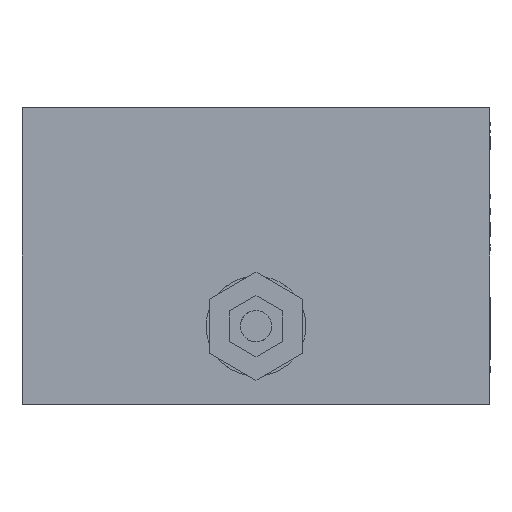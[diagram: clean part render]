
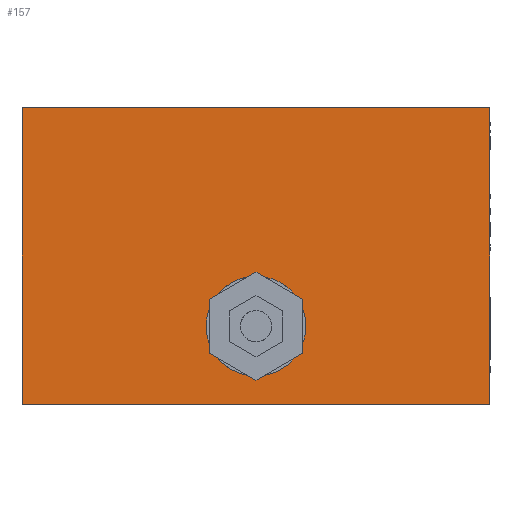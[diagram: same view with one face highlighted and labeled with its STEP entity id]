
A CAD part, front view. The second image highlights one B-rep face of the part: STEP entity #157.
In plain terms, the highlighted planar face has unit normal (0, -1, 0).
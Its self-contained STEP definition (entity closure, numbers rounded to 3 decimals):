
#69=FACE_BOUND($,#637,.T.);
#157=ADVANCED_FACE($,(#382,#69),#2946,.T.);
#382=FACE_OUTER_BOUND($,#636,.T.);
#636=EDGE_LOOP($,(#1133,#1134,#1135,#1136));
#637=EDGE_LOOP($,(#1137,#1138));
#1133=ORIENTED_EDGE($,*,*,#2117,.T.);
#1134=ORIENTED_EDGE($,*,*,#2128,.F.);
#1135=ORIENTED_EDGE($,*,*,#2076,.F.);
#1136=ORIENTED_EDGE($,*,*,#2127,.F.);
#1137=ORIENTED_EDGE($,*,*,#2130,.F.);
#1138=ORIENTED_EDGE($,*,*,#2129,.F.);
#2076=EDGE_CURVE($,#2598,#2599,#3547,.T.);
#2117=EDGE_CURVE($,#2637,#2638,#3552,.T.);
#2127=EDGE_CURVE($,#2637,#2598,#3557,.T.);
#2128=EDGE_CURVE($,#2599,#2638,#3558,.T.);
#2129=EDGE_CURVE($,#2647,#2648,#3209,.T.);
#2130=EDGE_CURVE($,#2648,#2647,#3210,.T.);
#2598=VERTEX_POINT($,#7260);
#2599=VERTEX_POINT($,#7261);
#2637=VERTEX_POINT($,#7299);
#2638=VERTEX_POINT($,#7300);
#2647=VERTEX_POINT($,#7309);
#2648=VERTEX_POINT($,#7310);
#2946=PLANE($,#3770);
#3209=(
BOUNDED_CURVE()
B_SPLINE_CURVE(2,(#4628,#4629,#4630,#4631,#4632),.UNSPECIFIED.,.F.,.F.)
B_SPLINE_CURVE_WITH_KNOTS((3,2,3),(-50.265,-25.133,0.),
.UNSPECIFIED.)
CURVE()
GEOMETRIC_REPRESENTATION_ITEM()
RATIONAL_B_SPLINE_CURVE((1.,0.707,1.,0.707,1.))
REPRESENTATION_ITEM($)
);
#3210=(
BOUNDED_CURVE()
B_SPLINE_CURVE(2,(#4633,#4634,#4635,#4636,#4637),.UNSPECIFIED.,.F.,.F.)
B_SPLINE_CURVE_WITH_KNOTS((3,2,3),(-100.531,-75.398,-50.265),
.UNSPECIFIED.)
CURVE()
GEOMETRIC_REPRESENTATION_ITEM()
RATIONAL_B_SPLINE_CURVE((1.,0.707,1.,0.707,1.))
REPRESENTATION_ITEM($)
);
#3547=B_SPLINE_CURVE_WITH_KNOTS($,1,(#4399,#4400),.UNSPECIFIED.,.F.,.F.,
(2,2),(-75.,75.),.UNSPECIFIED.);
#3552=B_SPLINE_CURVE_WITH_KNOTS($,1,(#4589,#4590),.UNSPECIFIED.,.F.,.F.,
(2,2),(-75.,75.),.UNSPECIFIED.);
#3557=B_SPLINE_CURVE_WITH_KNOTS($,1,(#4624,#4625),.UNSPECIFIED.,.F.,.F.,
(2,2),(-47.5,47.5),.UNSPECIFIED.);
#3558=B_SPLINE_CURVE_WITH_KNOTS($,1,(#4626,#4627),.UNSPECIFIED.,.F.,.F.,
(2,2),(-47.5,47.5),.UNSPECIFIED.);
#3770=AXIS2_PLACEMENT_3D($,#5909,#3860,$);
#3860=DIRECTION($,(0.,-1.,0.));
#4399=CARTESIAN_POINT($,(440.,0.,140.));
#4400=CARTESIAN_POINT($,(590.,0.,140.));
#4589=CARTESIAN_POINT($,(440.,0.,45.));
#4590=CARTESIAN_POINT($,(590.,0.,45.));
#4624=CARTESIAN_POINT($,(440.,0.,45.));
#4625=CARTESIAN_POINT($,(440.,0.,140.));
#4626=CARTESIAN_POINT($,(590.,0.,140.));
#4627=CARTESIAN_POINT($,(590.,0.,45.));
#4628=CARTESIAN_POINT($,(499.,0.,70.));
#4629=CARTESIAN_POINT($,(499.,0.,54.));
#4630=CARTESIAN_POINT($,(515.,0.,54.));
#4631=CARTESIAN_POINT($,(531.,0.,54.));
#4632=CARTESIAN_POINT($,(531.,0.,70.));
#4633=CARTESIAN_POINT($,(531.,0.,70.));
#4634=CARTESIAN_POINT($,(531.,0.,86.));
#4635=CARTESIAN_POINT($,(515.,0.,86.));
#4636=CARTESIAN_POINT($,(499.,0.,86.));
#4637=CARTESIAN_POINT($,(499.,0.,70.));
#5909=CARTESIAN_POINT($,(440.,0.,45.));
#7260=CARTESIAN_POINT($,(440.,0.,140.));
#7261=CARTESIAN_POINT($,(590.,0.,140.));
#7299=CARTESIAN_POINT($,(440.,0.,45.));
#7300=CARTESIAN_POINT($,(590.,0.,45.));
#7309=CARTESIAN_POINT($,(499.,0.,70.));
#7310=CARTESIAN_POINT($,(531.,0.,70.));
